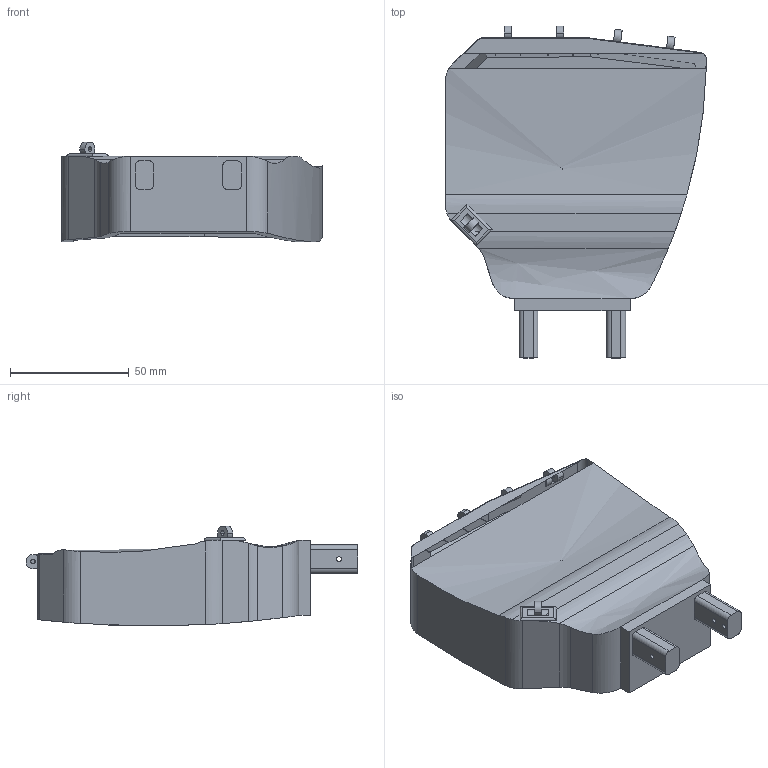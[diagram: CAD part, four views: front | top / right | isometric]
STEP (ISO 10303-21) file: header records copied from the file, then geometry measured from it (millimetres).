
FILE_DESCRIPTION (( 'STEP AP214' ), '1' );
FILE_NAME ('mainbody_v3.STEP', '2025-12-21T13:35:07', ( '' ), ( '' ), 'SwSTEP 2.0', 'SolidWorks 2022', '' );
FILE_SCHEMA (( 'AUTOMOTIVE_DESIGN' ));
Length unit declared in the file: millimetre
Products named in the file (1): mainbody_v3
Bounding box: 109.98 x 140 x 42.14 mm (x, y, z)
Volume: 158625.2 mm3; surface area: 43599.6 mm2
Topology: 1 solids, 1 shells, 195 faces, 507 edges, 327 vertices
Faces by surface type: cylinder 78, plane 76, bspline 39, torus 2
Entity records: 8114 total; most frequent: CARTESIAN_POINT 3507, ORIENTED_EDGE 1014, DIRECTION 832, EDGE_CURVE 507, VERTEX_POINT 327, AXIS2_PLACEMENT_3D 292, EDGE_LOOP 248, LINE 248
